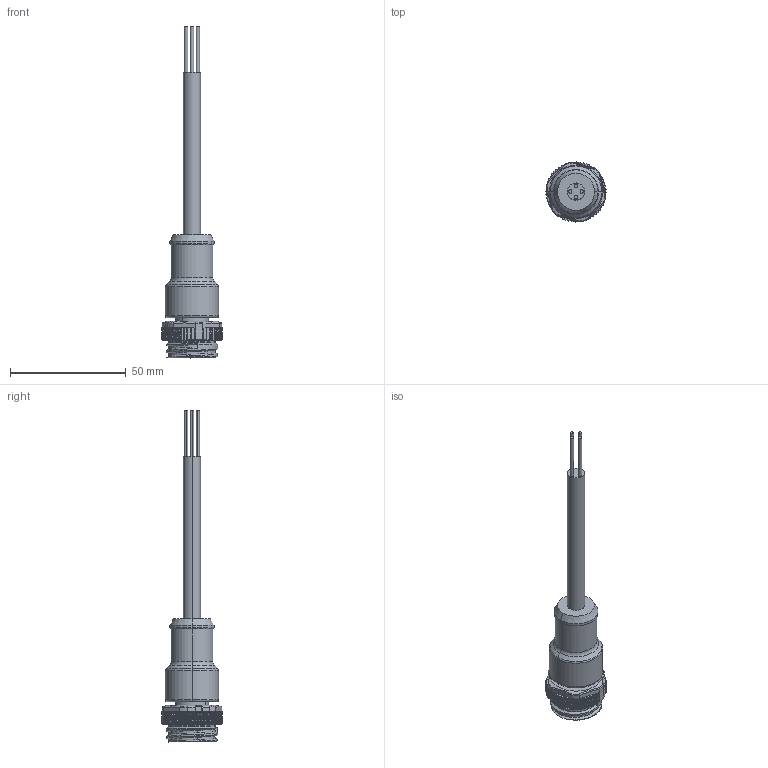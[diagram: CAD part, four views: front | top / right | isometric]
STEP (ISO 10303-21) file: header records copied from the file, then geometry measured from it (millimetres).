
FILE_DESCRIPTION (( 'STEP AP203' ), '1' );
FILE_NAME ('7700-A4001-U0C0300.step', '2025-06-19T17:23:25', ( '' ), ( '' ), 'SwSTEP 2.0', 'SolidWorks 2024', '' );
FILE_SCHEMA (( 'CONFIG_CONTROL_DESIGN' ));
Length unit declared in the file: millimetre
Products named in the file (1): 7700-A4001-U0C0300
Bounding box: 26 x 25.99 x 143.3 mm (x, y, z)
Volume: 20106.3 mm3; surface area: 9286.7 mm2
Topology: 1 solids, 1 shells, 580 faces, 1603 edges, 1046 vertices
Faces by surface type: cylinder 266, plane 236, cone 37, torus 33, bspline 8
Entity records: 20347 total; most frequent: CARTESIAN_POINT 5677, ORIENTED_EDGE 3206, DIRECTION 2943, EDGE_CURVE 1603, AXIS2_PLACEMENT_3D 1111, VERTEX_POINT 1046, VECTOR 721, LINE 721
